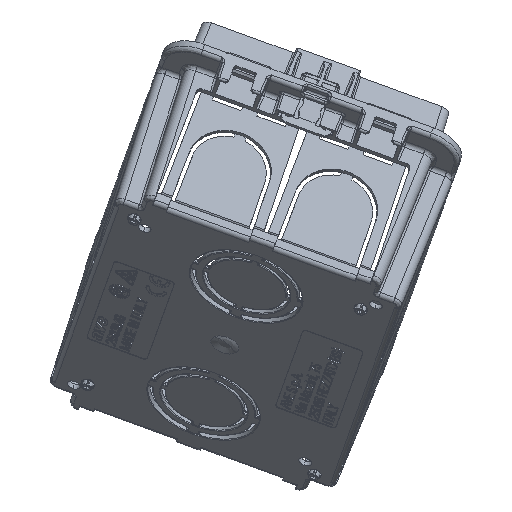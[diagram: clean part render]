
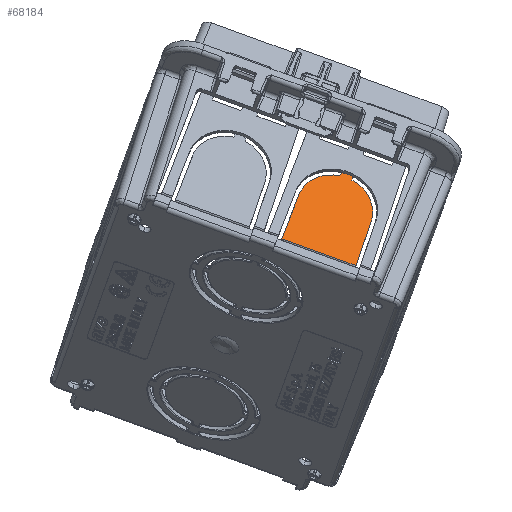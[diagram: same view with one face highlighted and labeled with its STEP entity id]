
A CAD part, left-side view. The second image highlights one B-rep face of the part: STEP entity #68184.
In plain terms, the highlighted face is planar.
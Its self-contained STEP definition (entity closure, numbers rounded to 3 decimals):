
#31564=CARTESIAN_POINT('Axis2P3D Location',(-45.83,0.,-47.8)) ;
#65426=CARTESIAN_POINT('Vertex',(-46.63,-11.933,-24.887)) ;
#65432=CARTESIAN_POINT('Control Point',(-46.63,-14.567,-24.887)) ;
#65433=CARTESIAN_POINT('Control Point',(-46.634,-13.694,-24.771)) ;
#65434=CARTESIAN_POINT('Control Point',(-46.634,-12.806,-24.771)) ;
#65435=CARTESIAN_POINT('Control Point',(-46.63,-11.933,-24.887)) ;
#65436=CARTESIAN_POINT('Vertex',(-46.63,-14.567,-24.887)) ;
#68109=CARTESIAN_POINT('Line Origine',(-46.065,-22.361,-41.077)) ;
#68113=CARTESIAN_POINT('Vertex',(-46.29,-22.249,-34.643)) ;
#68115=CARTESIAN_POINT('Vertex',(-45.84,-22.473,-47.51)) ;
#68119=CARTESIAN_POINT('Control Point',(-46.594,-14.75,-25.926)) ;
#68120=CARTESIAN_POINT('Control Point',(-46.588,-15.737,-26.093)) ;
#68121=CARTESIAN_POINT('Control Point',(-46.578,-16.701,-26.397)) ;
#68122=CARTESIAN_POINT('Control Point',(-46.562,-17.617,-26.834)) ;
#68123=CARTESIAN_POINT('Control Point',(-46.523,-19.302,-27.952)) ;
#68124=CARTESIAN_POINT('Control Point',(-46.47,-20.619,-29.487)) ;
#68125=CARTESIAN_POINT('Control Point',(-46.44,-21.165,-30.342)) ;
#68126=CARTESIAN_POINT('Control Point',(-46.392,-21.792,-31.714)) ;
#68127=CARTESIAN_POINT('Control Point',(-46.341,-22.122,-33.173)) ;
#68128=CARTESIAN_POINT('Control Point',(-46.324,-22.198,-33.661)) ;
#68129=CARTESIAN_POINT('Control Point',(-46.307,-22.24,-34.151)) ;
#68130=CARTESIAN_POINT('Control Point',(-46.29,-22.249,-34.643)) ;
#68131=CARTESIAN_POINT('Vertex',(-46.594,-14.75,-25.926)) ;
#68134=CARTESIAN_POINT('Line Origine',(-46.612,-14.658,-25.406)) ;
#68139=CARTESIAN_POINT('Line Origine',(-46.612,-11.842,-25.406)) ;
#68143=CARTESIAN_POINT('Vertex',(-46.594,-11.75,-25.926)) ;
#68147=CARTESIAN_POINT('Control Point',(-46.594,-11.75,-25.926)) ;
#68148=CARTESIAN_POINT('Control Point',(-46.588,-10.763,-26.093)) ;
#68149=CARTESIAN_POINT('Control Point',(-46.578,-9.799,-26.397)) ;
#68150=CARTESIAN_POINT('Control Point',(-46.562,-8.883,-26.834)) ;
#68151=CARTESIAN_POINT('Control Point',(-46.523,-7.198,-27.952)) ;
#68152=CARTESIAN_POINT('Control Point',(-46.47,-5.881,-29.487)) ;
#68153=CARTESIAN_POINT('Control Point',(-46.44,-5.335,-30.342)) ;
#68154=CARTESIAN_POINT('Control Point',(-46.392,-4.708,-31.714)) ;
#68155=CARTESIAN_POINT('Control Point',(-46.341,-4.378,-33.173)) ;
#68156=CARTESIAN_POINT('Control Point',(-46.324,-4.302,-33.661)) ;
#68157=CARTESIAN_POINT('Control Point',(-46.307,-4.26,-34.151)) ;
#68158=CARTESIAN_POINT('Control Point',(-46.29,-4.251,-34.643)) ;
#68159=CARTESIAN_POINT('Vertex',(-46.29,-4.251,-34.643)) ;
#68162=CARTESIAN_POINT('Line Origine',(-46.065,-4.139,-41.077)) ;
#68166=CARTESIAN_POINT('Vertex',(-45.84,-4.027,-47.51)) ;
#68169=CARTESIAN_POINT('Line Origine',(-45.84,-13.25,-47.51)) ;
#31565=DIRECTION('Axis2P3D Direction',(0.999,-0.,0.035)) ;
#31566=DIRECTION('Axis2P3D XDirection',(0.035,0.,-0.999)) ;
#68110=DIRECTION('Vector Direction',(0.035,-0.017,-0.999)) ;
#68135=DIRECTION('Vector Direction',(-0.034,0.174,0.984)) ;
#68140=DIRECTION('Vector Direction',(0.034,0.174,-0.984)) ;
#68163=DIRECTION('Vector Direction',(0.035,0.017,-0.999)) ;
#68170=DIRECTION('Vector Direction',(0.,-1.,0.)) ;
#31567=AXIS2_PLACEMENT_3D('Plane Axis2P3D',#31564,#31565,#31566) ;
#68175=ORIENTED_EDGE('',*,*,#68117,.F.) ;
#68176=ORIENTED_EDGE('',*,*,#68133,.F.) ;
#68177=ORIENTED_EDGE('',*,*,#68138,.T.) ;
#68178=ORIENTED_EDGE('',*,*,#65438,.T.) ;
#68179=ORIENTED_EDGE('',*,*,#68145,.T.) ;
#68180=ORIENTED_EDGE('',*,*,#68161,.T.) ;
#68181=ORIENTED_EDGE('',*,*,#68168,.T.) ;
#68182=ORIENTED_EDGE('',*,*,#68173,.F.) ;
#68111=VECTOR('Line Direction',#68110,1.) ;
#68136=VECTOR('Line Direction',#68135,1.) ;
#68141=VECTOR('Line Direction',#68140,1.) ;
#68164=VECTOR('Line Direction',#68163,1.) ;
#68171=VECTOR('Line Direction',#68170,1.) ;
#68184=ADVANCED_FACE('PartBody',(#68183),#31568,.F.) ;
#65431=B_SPLINE_CURVE_WITH_KNOTS('',3,(#65432,#65433,#65434,#65435),.UNSPECIFIED.,.F.,.U.,(4,4),(20.106,23.842),.UNSPECIFIED.) ;
#68118=B_SPLINE_CURVE_WITH_KNOTS('',5,(#68119,#68120,#68121,#68122,#68123,#68124,#68125,#68126,#68127,#68128,#68129,#68130),.UNSPECIFIED.,.F.,.U.,(6,3,3,6),(0.,7.081,14.168,17.645),.UNSPECIFIED.) ;
#68146=B_SPLINE_CURVE_WITH_KNOTS('',5,(#68147,#68148,#68149,#68150,#68151,#68152,#68153,#68154,#68155,#68156,#68157,#68158),.UNSPECIFIED.,.F.,.U.,(6,3,3,6),(0.,7.081,14.168,17.645),.UNSPECIFIED.) ;
#65438=EDGE_CURVE('',#65437,#65427,#65431,.T.) ;
#68117=EDGE_CURVE('',#68114,#68116,#68112,.T.) ;
#68133=EDGE_CURVE('',#68132,#68114,#68118,.T.) ;
#68138=EDGE_CURVE('',#68132,#65437,#68137,.T.) ;
#68145=EDGE_CURVE('',#65427,#68144,#68142,.T.) ;
#68161=EDGE_CURVE('',#68144,#68160,#68146,.T.) ;
#68168=EDGE_CURVE('',#68160,#68167,#68165,.T.) ;
#68173=EDGE_CURVE('',#68116,#68167,#68172,.F.) ;
#68174=EDGE_LOOP('',(#68175,#68176,#68177,#68178,#68179,#68180,#68181,#68182)) ;
#68183=FACE_OUTER_BOUND('',#68174,.T.) ;
#68112=LINE('Line',#68109,#68111) ;
#68137=LINE('Line',#68134,#68136) ;
#68142=LINE('Line',#68139,#68141) ;
#68165=LINE('Line',#68162,#68164) ;
#68172=LINE('Line',#68169,#68171) ;
#31568=PLANE('',#31567) ;
#65427=VERTEX_POINT('',#65426) ;
#65437=VERTEX_POINT('',#65436) ;
#68114=VERTEX_POINT('',#68113) ;
#68116=VERTEX_POINT('',#68115) ;
#68132=VERTEX_POINT('',#68131) ;
#68144=VERTEX_POINT('',#68143) ;
#68160=VERTEX_POINT('',#68159) ;
#68167=VERTEX_POINT('',#68166) ;
